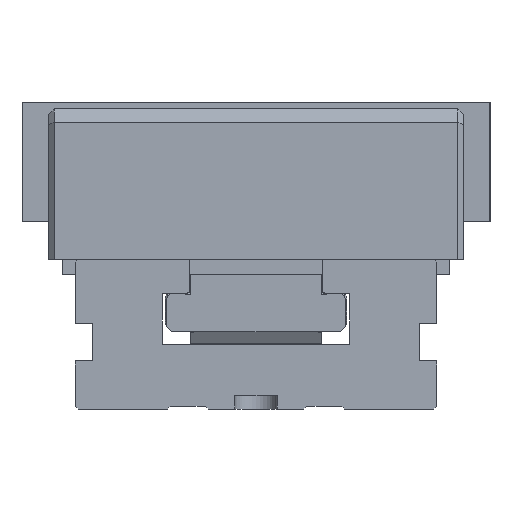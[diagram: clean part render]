
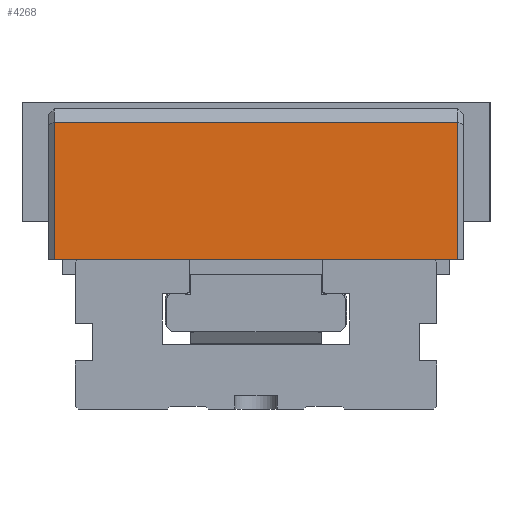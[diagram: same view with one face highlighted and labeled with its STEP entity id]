
A CAD part, left-side view. The second image highlights one B-rep face of the part: STEP entity #4268.
In plain terms, the highlighted planar face has unit normal (-1, 0, 0).
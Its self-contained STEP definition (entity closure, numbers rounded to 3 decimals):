
#3838=FACE_OUTER_BOUND('',#5573,.T.);
#4268=ADVANCED_FACE('',(#3838),#4588,.T.);
#4588=PLANE('',#11688);
#5573=EDGE_LOOP('',(#7677,#7678,#7679,#7680));
#7677=ORIENTED_EDGE('',*,*,#9557,.T.);
#7678=ORIENTED_EDGE('',*,*,#9570,.T.);
#7679=ORIENTED_EDGE('',*,*,#9571,.T.);
#7680=ORIENTED_EDGE('',*,*,#9572,.T.);
#8582=VERTEX_POINT('',#16489);
#8583=VERTEX_POINT('',#16491);
#8594=VERTEX_POINT('',#16517);
#8595=VERTEX_POINT('',#16519);
#9557=EDGE_CURVE('',#8583,#8582,#10282,.T.);
#9570=EDGE_CURVE('',#8582,#8594,#10291,.T.);
#9571=EDGE_CURVE('',#8594,#8595,#10292,.T.);
#9572=EDGE_CURVE('',#8595,#8583,#10293,.T.);
#10282=LINE('',#16490,#10965);
#10291=LINE('',#16516,#10974);
#10292=LINE('',#16518,#10975);
#10293=LINE('',#16520,#10976);
#10965=VECTOR('',#13645,1.);
#10974=VECTOR('',#13666,1.);
#10975=VECTOR('',#13667,1.);
#10976=VECTOR('',#13668,1.);
#11688=AXIS2_PLACEMENT_3D('',#16521,#13669,#13670);
#13645=DIRECTION('',(0.,-1.,0.));
#13666=DIRECTION('',(0.,0.,1.));
#13667=DIRECTION('',(0.,1.,0.));
#13668=DIRECTION('',(0.,0.,-1.));
#13669=DIRECTION('',(-1.,0.,0.));
#13670=DIRECTION('',(0.,0.,-1.));
#16489=CARTESIAN_POINT('',(130.341,-8.,65.806));
#16490=CARTESIAN_POINT('',(130.341,67.5,65.806));
#16491=CARTESIAN_POINT('',(130.341,143.,65.806));
#16516=CARTESIAN_POINT('',(130.341,-8.,65.656));
#16517=CARTESIAN_POINT('',(130.341,-8.,117.056));
#16518=CARTESIAN_POINT('',(130.341,67.5,117.056));
#16519=CARTESIAN_POINT('',(130.341,143.,117.056));
#16520=CARTESIAN_POINT('',(130.341,143.,65.656));
#16521=CARTESIAN_POINT('',(130.341,67.5,65.656));
